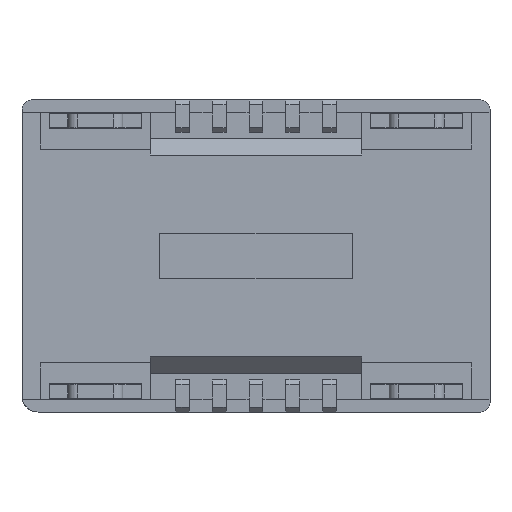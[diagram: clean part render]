
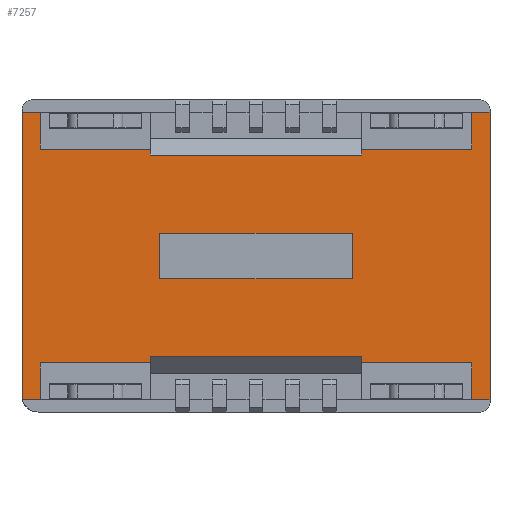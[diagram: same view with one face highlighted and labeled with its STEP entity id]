
A CAD part, front view. The second image highlights one B-rep face of the part: STEP entity #7257.
In plain terms, the highlighted planar face has unit normal (0, -1, 0).
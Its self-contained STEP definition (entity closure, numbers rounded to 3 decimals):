
#419=DIRECTION('',(0.,0.,-1.));
#420=VECTOR('',#419,3.13);
#421=CARTESIAN_POINT('',(2.55,-0.57,1.565));
#422=LINE('',#421,#420);
#1148=DIRECTION('',(-1.,0.,0.));
#1149=VECTOR('',#1148,2.1);
#1150=CARTESIAN_POINT('',(1.05,-0.57,0.25));
#1151=LINE('',#1150,#1149);
#1152=DIRECTION('',(0.,0.,-1.));
#1153=VECTOR('',#1152,0.5);
#1154=CARTESIAN_POINT('',(-1.05,-0.57,0.25));
#1155=LINE('',#1154,#1153);
#1156=DIRECTION('',(1.,0.,0.));
#1157=VECTOR('',#1156,2.1);
#1158=CARTESIAN_POINT('',(-1.05,-0.57,-0.25));
#1159=LINE('',#1158,#1157);
#1160=DIRECTION('',(0.,0.,1.));
#1161=VECTOR('',#1160,0.5);
#1162=CARTESIAN_POINT('',(1.05,-0.57,-0.25));
#1163=LINE('',#1162,#1161);
#1164=DIRECTION('',(1.,0.,0.));
#1165=VECTOR('',#1164,1.2);
#1166=CARTESIAN_POINT('',(1.15,-0.57,1.165));
#1167=LINE('',#1166,#1165);
#1168=DIRECTION('',(0.,0.,-1.));
#1169=VECTOR('',#1168,0.4);
#1170=CARTESIAN_POINT('',(2.35,-0.57,1.565));
#1171=LINE('',#1170,#1169);
#1172=DIRECTION('',(1.,0.,0.));
#1173=VECTOR('',#1172,0.2);
#1174=CARTESIAN_POINT('',(2.35,-0.57,1.565));
#1175=LINE('',#1174,#1173);
#1176=DIRECTION('',(1.,0.,0.));
#1177=VECTOR('',#1176,0.2);
#1178=CARTESIAN_POINT('',(2.35,-0.57,-1.565));
#1179=LINE('',#1178,#1177);
#1180=DIRECTION('',(0.,0.,1.));
#1181=VECTOR('',#1180,0.4);
#1182=CARTESIAN_POINT('',(2.35,-0.57,-1.565));
#1183=LINE('',#1182,#1181);
#1184=DIRECTION('',(-1.,0.,0.));
#1185=VECTOR('',#1184,1.2);
#1186=CARTESIAN_POINT('',(2.35,-0.57,-1.165));
#1187=LINE('',#1186,#1185);
#1188=DIRECTION('',(0.,0.,1.));
#1189=VECTOR('',#1188,0.065);
#1190=CARTESIAN_POINT('',(1.15,-0.57,-1.165));
#1191=LINE('',#1190,#1189);
#1192=DIRECTION('',(1.,0.,0.));
#1193=VECTOR('',#1192,2.3);
#1194=CARTESIAN_POINT('',(-1.15,-0.57,-1.1));
#1195=LINE('',#1194,#1193);
#1196=DIRECTION('',(0.,0.,1.));
#1197=VECTOR('',#1196,0.065);
#1198=CARTESIAN_POINT('',(-1.15,-0.57,-1.165));
#1199=LINE('',#1198,#1197);
#1200=DIRECTION('',(-1.,0.,0.));
#1201=VECTOR('',#1200,1.2);
#1202=CARTESIAN_POINT('',(-1.15,-0.57,-1.165));
#1203=LINE('',#1202,#1201);
#1204=DIRECTION('',(0.,0.,1.));
#1205=VECTOR('',#1204,0.4);
#1206=CARTESIAN_POINT('',(-2.35,-0.57,-1.565));
#1207=LINE('',#1206,#1205);
#1208=DIRECTION('',(1.,0.,0.));
#1209=VECTOR('',#1208,0.2);
#1210=CARTESIAN_POINT('',(-2.55,-0.57,-1.565));
#1211=LINE('',#1210,#1209);
#1212=DIRECTION('',(0.,0.,-1.));
#1213=VECTOR('',#1212,3.13);
#1214=CARTESIAN_POINT('',(-2.55,-0.57,1.565));
#1215=LINE('',#1214,#1213);
#1216=DIRECTION('',(1.,0.,0.));
#1217=VECTOR('',#1216,0.2);
#1218=CARTESIAN_POINT('',(-2.55,-0.57,1.565));
#1219=LINE('',#1218,#1217);
#1220=DIRECTION('',(0.,0.,-1.));
#1221=VECTOR('',#1220,0.4);
#1222=CARTESIAN_POINT('',(-2.35,-0.57,1.565));
#1223=LINE('',#1222,#1221);
#1224=DIRECTION('',(1.,0.,0.));
#1225=VECTOR('',#1224,1.2);
#1226=CARTESIAN_POINT('',(-2.35,-0.57,1.165));
#1227=LINE('',#1226,#1225);
#1228=DIRECTION('',(0.,0.,1.));
#1229=VECTOR('',#1228,0.065);
#1230=CARTESIAN_POINT('',(-1.15,-0.57,1.1));
#1231=LINE('',#1230,#1229);
#1232=DIRECTION('',(1.,0.,0.));
#1233=VECTOR('',#1232,2.3);
#1234=CARTESIAN_POINT('',(-1.15,-0.57,1.1));
#1235=LINE('',#1234,#1233);
#1236=DIRECTION('',(0.,0.,1.));
#1237=VECTOR('',#1236,0.065);
#1238=CARTESIAN_POINT('',(1.15,-0.57,1.1));
#1239=LINE('',#1238,#1237);
#4466=CARTESIAN_POINT('',(-2.55,-0.57,1.565));
#4468=VERTEX_POINT('',#4466);
#4470=CARTESIAN_POINT('',(2.55,-0.57,1.565));
#4472=VERTEX_POINT('',#4470);
#4474=CARTESIAN_POINT('',(2.55,-0.57,-1.565));
#4476=VERTEX_POINT('',#4474);
#4478=CARTESIAN_POINT('',(-2.55,-0.57,-1.565));
#4479=VERTEX_POINT('',#4478);
#4536=CARTESIAN_POINT('',(1.15,-0.57,1.165));
#4537=CARTESIAN_POINT('',(2.35,-0.57,1.165));
#4538=VERTEX_POINT('',#4536);
#4539=VERTEX_POINT('',#4537);
#4540=CARTESIAN_POINT('',(2.35,-0.57,1.565));
#4541=VERTEX_POINT('',#4540);
#4542=CARTESIAN_POINT('',(2.35,-0.57,-1.565));
#4543=CARTESIAN_POINT('',(2.35,-0.57,-1.165));
#4544=VERTEX_POINT('',#4542);
#4545=VERTEX_POINT('',#4543);
#4546=CARTESIAN_POINT('',(1.15,-0.57,-1.165));
#4547=VERTEX_POINT('',#4546);
#4548=CARTESIAN_POINT('',(-2.35,-0.57,1.565));
#4549=CARTESIAN_POINT('',(-2.35,-0.57,1.165));
#4550=VERTEX_POINT('',#4548);
#4551=VERTEX_POINT('',#4549);
#4552=CARTESIAN_POINT('',(-1.15,-0.57,1.165));
#4553=VERTEX_POINT('',#4552);
#4554=CARTESIAN_POINT('',(-1.15,-0.57,-1.165));
#4555=CARTESIAN_POINT('',(-2.35,-0.57,-1.165));
#4556=VERTEX_POINT('',#4554);
#4557=VERTEX_POINT('',#4555);
#4558=CARTESIAN_POINT('',(-2.35,-0.57,-1.565));
#4559=VERTEX_POINT('',#4558);
#4624=CARTESIAN_POINT('',(1.05,-0.57,0.25));
#4625=CARTESIAN_POINT('',(-1.05,-0.57,0.25));
#4626=VERTEX_POINT('',#4624);
#4627=VERTEX_POINT('',#4625);
#4628=CARTESIAN_POINT('',(-1.05,-0.57,-0.25));
#4629=VERTEX_POINT('',#4628);
#4630=CARTESIAN_POINT('',(1.05,-0.57,-0.25));
#4631=VERTEX_POINT('',#4630);
#4704=CARTESIAN_POINT('',(-1.15,-0.57,1.1));
#4705=CARTESIAN_POINT('',(1.15,-0.57,1.1));
#4706=VERTEX_POINT('',#4704);
#4707=VERTEX_POINT('',#4705);
#4708=CARTESIAN_POINT('',(-1.15,-0.57,-1.1));
#4709=CARTESIAN_POINT('',(1.15,-0.57,-1.1));
#4710=VERTEX_POINT('',#4708);
#4711=VERTEX_POINT('',#4709);
#7204=CARTESIAN_POINT('',(-2.55,-0.57,1.7));
#7205=DIRECTION('',(0.,-1.,0.));
#7206=DIRECTION('',(1.,0.,0.));
#7207=AXIS2_PLACEMENT_3D('',#7204,#7205,#7206);
#7208=PLANE('',#7207);
#7210=ORIENTED_EDGE('',*,*,#7209,.T.);
#7212=ORIENTED_EDGE('',*,*,#7211,.F.);
#7213=ORIENTED_EDGE('',*,*,#7110,.T.);
#7214=ORIENTED_EDGE('',*,*,#6297,.T.);
#7216=ORIENTED_EDGE('',*,*,#7215,.F.);
#7218=ORIENTED_EDGE('',*,*,#7217,.T.);
#7220=ORIENTED_EDGE('',*,*,#7219,.T.);
#7222=ORIENTED_EDGE('',*,*,#7221,.T.);
#7224=ORIENTED_EDGE('',*,*,#7223,.F.);
#7226=ORIENTED_EDGE('',*,*,#7225,.F.);
#7228=ORIENTED_EDGE('',*,*,#7227,.T.);
#7230=ORIENTED_EDGE('',*,*,#7229,.F.);
#7232=ORIENTED_EDGE('',*,*,#7231,.F.);
#7233=ORIENTED_EDGE('',*,*,#6174,.F.);
#7234=ORIENTED_EDGE('',*,*,#7182,.T.);
#7236=ORIENTED_EDGE('',*,*,#7235,.T.);
#7238=ORIENTED_EDGE('',*,*,#7237,.T.);
#7240=ORIENTED_EDGE('',*,*,#7239,.F.);
#7242=ORIENTED_EDGE('',*,*,#7241,.T.);
#7244=ORIENTED_EDGE('',*,*,#7243,.T.);
#7245=EDGE_LOOP('',(#7210,#7212,#7213,#7214,#7216,#7218,#7220,#7222,#7224,#7226,
#7228,#7230,#7232,#7233,#7234,#7236,#7238,#7240,#7242,#7244));
#7246=FACE_OUTER_BOUND('',#7245,.F.);
#7248=ORIENTED_EDGE('',*,*,#7247,.T.);
#7250=ORIENTED_EDGE('',*,*,#7249,.T.);
#7252=ORIENTED_EDGE('',*,*,#7251,.T.);
#7254=ORIENTED_EDGE('',*,*,#7253,.T.);
#7255=EDGE_LOOP('',(#7248,#7250,#7252,#7254));
#7256=FACE_BOUND('',#7255,.F.);
#7257=ADVANCED_FACE('',(#7246,#7256),#7208,.T.);
#6174=EDGE_CURVE('',#4468,#4479,#1215,.T.);
#6297=EDGE_CURVE('',#4472,#4476,#422,.T.);
#7110=EDGE_CURVE('',#4541,#4472,#1175,.T.);
#7182=EDGE_CURVE('',#4468,#4550,#1219,.T.);
#7209=EDGE_CURVE('',#4538,#4539,#1167,.T.);
#7211=EDGE_CURVE('',#4541,#4539,#1171,.T.);
#7215=EDGE_CURVE('',#4544,#4476,#1179,.T.);
#7217=EDGE_CURVE('',#4544,#4545,#1183,.T.);
#7219=EDGE_CURVE('',#4545,#4547,#1187,.T.);
#7221=EDGE_CURVE('',#4547,#4711,#1191,.T.);
#7223=EDGE_CURVE('',#4710,#4711,#1195,.T.);
#7225=EDGE_CURVE('',#4556,#4710,#1199,.T.);
#7227=EDGE_CURVE('',#4556,#4557,#1203,.T.);
#7229=EDGE_CURVE('',#4559,#4557,#1207,.T.);
#7231=EDGE_CURVE('',#4479,#4559,#1211,.T.);
#7235=EDGE_CURVE('',#4550,#4551,#1223,.T.);
#7237=EDGE_CURVE('',#4551,#4553,#1227,.T.);
#7239=EDGE_CURVE('',#4706,#4553,#1231,.T.);
#7241=EDGE_CURVE('',#4706,#4707,#1235,.T.);
#7243=EDGE_CURVE('',#4707,#4538,#1239,.T.);
#7247=EDGE_CURVE('',#4626,#4627,#1151,.T.);
#7249=EDGE_CURVE('',#4627,#4629,#1155,.T.);
#7251=EDGE_CURVE('',#4629,#4631,#1159,.T.);
#7253=EDGE_CURVE('',#4631,#4626,#1163,.T.);
